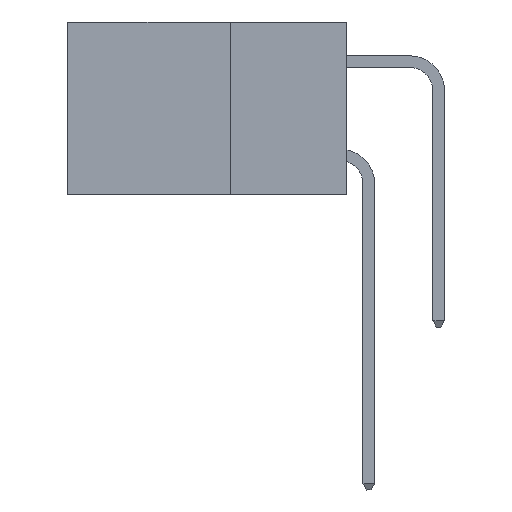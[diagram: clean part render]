
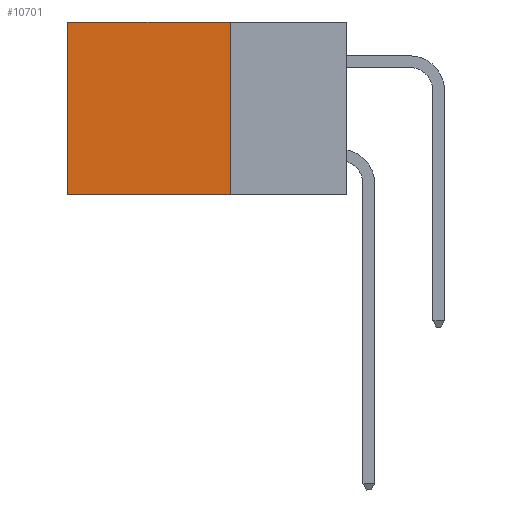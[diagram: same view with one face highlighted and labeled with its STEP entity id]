
A CAD part, left-side view. The second image highlights one B-rep face of the part: STEP entity #10701.
In plain terms, the highlighted planar face has unit normal (-1, 0, 0).
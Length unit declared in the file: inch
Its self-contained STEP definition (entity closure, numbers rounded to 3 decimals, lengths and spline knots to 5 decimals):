
#147 = DIRECTION ( 'NONE',  ( 0., 1., 0. ) ) ;
#358 = LINE ( 'NONE', #21381, #9504 ) ;
#792 = EDGE_LOOP ( 'NONE', ( #4231, #22121, #17290, #19244 ) ) ;
#1270 = VECTOR ( 'NONE', #6082, 39.37008 ) ;
#2344 = VECTOR ( 'NONE', #10803, 39.37008 ) ;
#2346 = EDGE_CURVE ( 'NONE', #2862, #13179, #358, .T. ) ;
#2862 = VERTEX_POINT ( 'NONE', #20893 ) ;
#4231 = ORIENTED_EDGE ( 'NONE', *, *, #10953, .T. ) ;
#4858 = DIRECTION ( 'NONE',  ( 0., 0., -1. ) ) ;
#5388 = EDGE_CURVE ( 'NONE', #2862, #9026, #10218, .T. ) ;
#5665 = VECTOR ( 'NONE', #4858, 39.37008 ) ;
#6082 = DIRECTION ( 'NONE',  ( 0., 0., -1. ) ) ;
#6769 = CARTESIAN_POINT ( 'NONE',  ( 0.2875, 0.25, 0. ) ) ;
#7922 = CARTESIAN_POINT ( 'NONE',  ( 0.2875, 0.6, 0. ) ) ;
#9026 = VERTEX_POINT ( 'NONE', #13954 ) ;
#9504 = VECTOR ( 'NONE', #147, 39.37008 ) ;
#10218 = LINE ( 'NONE', #6769, #5665 ) ;
#10701 = ADVANCED_FACE ( 'NONE', ( #17280 ), #19909, .F. ) ;
#10803 = DIRECTION ( 'NONE',  ( 0., 1., 0. ) ) ;
#10953 = EDGE_CURVE ( 'NONE', #13179, #23316, #20074, .T. ) ;
#12013 = LINE ( 'NONE', #12565, #2344 ) ;
#12565 = CARTESIAN_POINT ( 'NONE',  ( 0.2875, 0.25, -0.37 ) ) ;
#12690 = DIRECTION ( 'NONE',  ( 0., 0., -1. ) ) ;
#13179 = VERTEX_POINT ( 'NONE', #14093 ) ;
#13954 = CARTESIAN_POINT ( 'NONE',  ( 0.2875, 0.25, -0.37 ) ) ;
#14093 = CARTESIAN_POINT ( 'NONE',  ( 0.2875, 0.6, 0. ) ) ;
#16221 = EDGE_CURVE ( 'NONE', #9026, #23316, #12013, .T. ) ;
#16248 = CARTESIAN_POINT ( 'NONE',  ( 0.2875, 0.6, -0.37 ) ) ;
#17280 = FACE_OUTER_BOUND ( 'NONE', #792, .T. ) ;
#17290 = ORIENTED_EDGE ( 'NONE', *, *, #5388, .F. ) ;
#19244 = ORIENTED_EDGE ( 'NONE', *, *, #2346, .T. ) ;
#19909 = PLANE ( 'NONE',  #21324 ) ;
#20074 = LINE ( 'NONE', #7922, #1270 ) ;
#20893 = CARTESIAN_POINT ( 'NONE',  ( 0.2875, 0.25, 0. ) ) ;
#21324 = AXIS2_PLACEMENT_3D ( 'NONE', #21735, #23536, #12690 ) ;
#21381 = CARTESIAN_POINT ( 'NONE',  ( 0.2875, 0.25, 0. ) ) ;
#21735 = CARTESIAN_POINT ( 'NONE',  ( 0.2875, 0.25, 0. ) ) ;
#22121 = ORIENTED_EDGE ( 'NONE', *, *, #16221, .F. ) ;
#23316 = VERTEX_POINT ( 'NONE', #16248 ) ;
#23536 = DIRECTION ( 'NONE',  ( 1., 0., 0. ) ) ;
